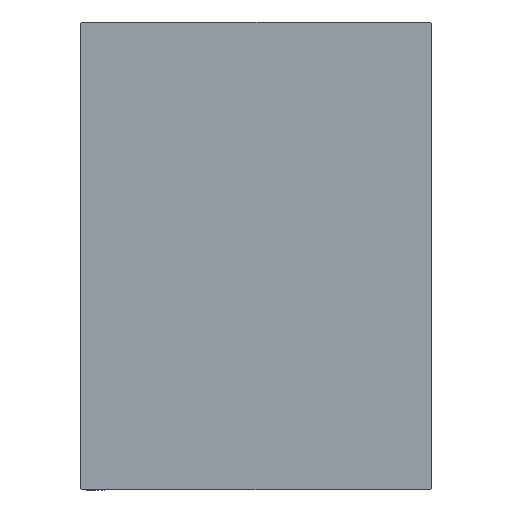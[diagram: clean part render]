
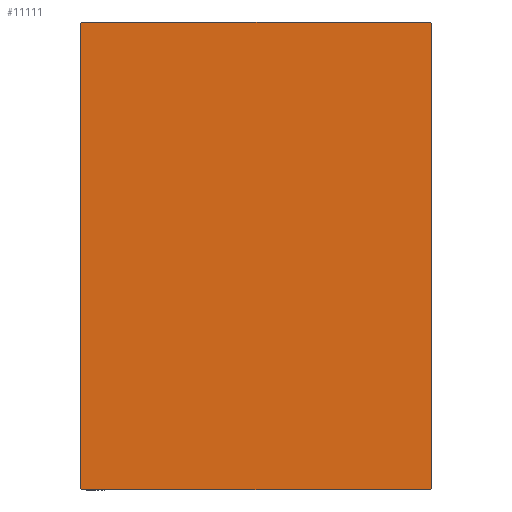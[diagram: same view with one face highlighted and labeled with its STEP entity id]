
A CAD part, left-side view. The second image highlights one B-rep face of the part: STEP entity #11111.
In plain terms, the highlighted face is planar.
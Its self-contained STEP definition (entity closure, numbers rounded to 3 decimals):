
#727 = CARTESIAN_POINT ( 'NONE',  ( 233., 43.6, -43.6 ) ) ;
#1604 = EDGE_CURVE ( 'NONE', #27578, #22545, #40945, .T. ) ;
#2029 = VECTOR ( 'NONE', #40517, 1000. ) ;
#3529 = VECTOR ( 'NONE', #32727, 1000. ) ;
#4357 = CARTESIAN_POINT ( 'NONE',  ( 233., 37.5, -49.7 ) ) ;
#6249 = EDGE_CURVE ( 'NONE', #22545, #33300, #14606, .T. ) ;
#6490 = LINE ( 'NONE', #33596, #3529 ) ;
#6559 = DIRECTION ( 'NONE',  ( 0., -1., 0. ) ) ;
#6948 = EDGE_CURVE ( 'NONE', #33300, #25514, #42392, .T. ) ;
#8345 = CARTESIAN_POINT ( 'NONE',  ( 233., 37.2, 50. ) ) ;
#9369 = DIRECTION ( 'NONE',  ( 0., -0.707, 0.707 ) ) ;
#10030 = EDGE_CURVE ( 'NONE', #25514, #32776, #39294, .T. ) ;
#11111 = ADVANCED_FACE ( 'NONE', ( #23049 ), #19798, .T. ) ;
#13100 = DIRECTION ( 'NONE',  ( 1., 0., 0. ) ) ;
#14121 = VECTOR ( 'NONE', #25034, 1000. ) ;
#14606 = LINE ( 'NONE', #727, #33021 ) ;
#15503 = EDGE_LOOP ( 'NONE', ( #32678, #22815, #24877, #22523, #36651, #35542, #19253, #18590 ) ) ;
#15783 = VECTOR ( 'NONE', #9369, 1000. ) ;
#16069 = VERTEX_POINT ( 'NONE', #25395 ) ;
#16338 = DIRECTION ( 'NONE',  ( 0., 0., -1. ) ) ;
#16467 = CARTESIAN_POINT ( 'NONE',  ( 233., 37.2, -50. ) ) ;
#16739 = LINE ( 'NONE', #33001, #37592 ) ;
#17105 = CARTESIAN_POINT ( 'NONE',  ( 233., -37.2, 50. ) ) ;
#18590 = ORIENTED_EDGE ( 'NONE', *, *, #37990, .T. ) ;
#18989 = CARTESIAN_POINT ( 'NONE',  ( 233., -37.2, -50. ) ) ;
#19253 = ORIENTED_EDGE ( 'NONE', *, *, #21932, .T. ) ;
#19286 = LINE ( 'NONE', #26216, #31474 ) ;
#19798 = PLANE ( 'NONE',  #38701 ) ;
#21932 = EDGE_CURVE ( 'NONE', #31520, #16069, #6490, .T. ) ;
#22095 = DIRECTION ( 'NONE',  ( 0., 0.707, -0.707 ) ) ;
#22523 = ORIENTED_EDGE ( 'NONE', *, *, #10030, .T. ) ;
#22545 = VERTEX_POINT ( 'NONE', #16467 ) ;
#22623 = CARTESIAN_POINT ( 'NONE',  ( 233., 37.5, -50. ) ) ;
#22815 = ORIENTED_EDGE ( 'NONE', *, *, #6249, .T. ) ;
#23049 = FACE_OUTER_BOUND ( 'NONE', #15503, .T. ) ;
#24434 = CARTESIAN_POINT ( 'NONE',  ( 233., -37.5, -50. ) ) ;
#24840 = VERTEX_POINT ( 'NONE', #17105 ) ;
#24877 = ORIENTED_EDGE ( 'NONE', *, *, #6948, .T. ) ;
#25034 = DIRECTION ( 'NONE',  ( 0., -0.707, -0.707 ) ) ;
#25395 = CARTESIAN_POINT ( 'NONE',  ( 233., -37.5, -49.7 ) ) ;
#25514 = VERTEX_POINT ( 'NONE', #31767 ) ;
#26216 = CARTESIAN_POINT ( 'NONE',  ( 233., -43.6, -43.6 ) ) ;
#26543 = CARTESIAN_POINT ( 'NONE',  ( 233., -37.5, 49.7 ) ) ;
#26572 = EDGE_CURVE ( 'NONE', #32776, #24840, #16739, .T. ) ;
#27578 = VERTEX_POINT ( 'NONE', #18989 ) ;
#31474 = VECTOR ( 'NONE', #22095, 1000. ) ;
#31520 = VERTEX_POINT ( 'NONE', #26543 ) ;
#31767 = CARTESIAN_POINT ( 'NONE',  ( 233., 37.5, 49.7 ) ) ;
#32678 = ORIENTED_EDGE ( 'NONE', *, *, #1604, .T. ) ;
#32727 = DIRECTION ( 'NONE',  ( 0., 0., -1. ) ) ;
#32776 = VERTEX_POINT ( 'NONE', #8345 ) ;
#32830 = CARTESIAN_POINT ( 'NONE',  ( 233., 0., 0. ) ) ;
#33001 = CARTESIAN_POINT ( 'NONE',  ( 233., 37.5, 50. ) ) ;
#33021 = VECTOR ( 'NONE', #34545, 1000. ) ;
#33300 = VERTEX_POINT ( 'NONE', #4357 ) ;
#33596 = CARTESIAN_POINT ( 'NONE',  ( 233., -37.5, 50. ) ) ;
#34545 = DIRECTION ( 'NONE',  ( 0., 0.707, 0.707 ) ) ;
#35542 = ORIENTED_EDGE ( 'NONE', *, *, #35915, .T. ) ;
#35878 = DIRECTION ( 'NONE',  ( 0., 0., 1. ) ) ;
#35915 = EDGE_CURVE ( 'NONE', #24840, #31520, #41328, .T. ) ;
#36651 = ORIENTED_EDGE ( 'NONE', *, *, #26572, .T. ) ;
#37592 = VECTOR ( 'NONE', #6559, 1000. ) ;
#37990 = EDGE_CURVE ( 'NONE', #16069, #27578, #19286, .T. ) ;
#38701 = AXIS2_PLACEMENT_3D ( 'NONE', #32830, #13100, #16338 ) ;
#39083 = CARTESIAN_POINT ( 'NONE',  ( 233., 43.6, 43.6 ) ) ;
#39290 = VECTOR ( 'NONE', #35878, 1000. ) ;
#39294 = LINE ( 'NONE', #39083, #15783 ) ;
#40517 = DIRECTION ( 'NONE',  ( 0., 1., 0. ) ) ;
#40945 = LINE ( 'NONE', #24434, #2029 ) ;
#41328 = LINE ( 'NONE', #41534, #14121 ) ;
#41534 = CARTESIAN_POINT ( 'NONE',  ( 233., -43.6, 43.6 ) ) ;
#42392 = LINE ( 'NONE', #22623, #39290 ) ;
